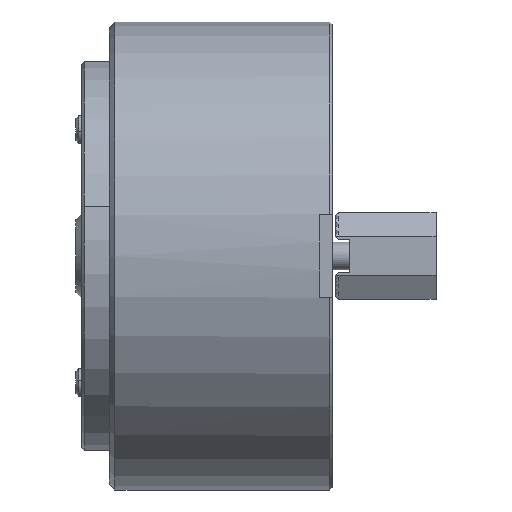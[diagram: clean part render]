
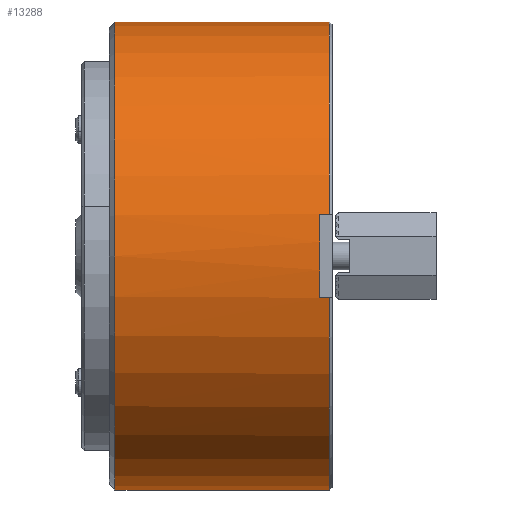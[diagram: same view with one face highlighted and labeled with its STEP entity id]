
A CAD part, front view. The second image highlights one B-rep face of the part: STEP entity #13288.
In plain terms, the highlighted cylindrical face has radius 84 mm (diameter 168 mm), a partial arc.
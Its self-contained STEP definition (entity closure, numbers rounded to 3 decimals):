
#124 = DIRECTION ( 'NONE',  ( 1., 0., 0. ) ) ;
#149 = CARTESIAN_POINT ( 'NONE',  ( 75.5, -82.65, 15. ) ) ;
#321 = CARTESIAN_POINT ( 'NONE',  ( 75.5, -82.65, 15. ) ) ;
#661 = DIRECTION ( 'NONE',  ( 1., 0., 0. ) ) ;
#1905 = VERTEX_POINT ( 'NONE', #5416 ) ;
#1908 = AXIS2_PLACEMENT_3D ( 'NONE', #14130, #124, #16457 ) ;
#2187 = LINE ( 'NONE', #149, #12434 ) ;
#2226 = ORIENTED_EDGE ( 'NONE', *, *, #15045, .F. ) ;
#2792 = CIRCLE ( 'NONE', #8768, 84. ) ;
#2799 = ORIENTED_EDGE ( 'NONE', *, *, #14863, .F. ) ;
#2863 = EDGE_CURVE ( 'NONE', #27034, #21226, #9264, .T. ) ;
#3212 = ORIENTED_EDGE ( 'NONE', *, *, #11864, .F. ) ;
#4083 = ORIENTED_EDGE ( 'NONE', *, *, #23740, .T. ) ;
#4725 = CARTESIAN_POINT ( 'NONE',  ( 139.629, 0., 84. ) ) ;
#4732 = DIRECTION ( 'NONE',  ( 0., 0., -1. ) ) ;
#5416 = CARTESIAN_POINT ( 'NONE',  ( 2., 0., 84. ) ) ;
#6146 = ORIENTED_EDGE ( 'NONE', *, *, #22497, .T. ) ;
#6465 = CARTESIAN_POINT ( 'NONE',  ( 79., -82.65, -15. ) ) ;
#6564 = CYLINDRICAL_SURFACE ( 'NONE', #18477, 84. ) ;
#6992 = DIRECTION ( 'NONE',  ( 1., 0., 0. ) ) ;
#7345 = AXIS2_PLACEMENT_3D ( 'NONE', #14674, #661, #16977 ) ;
#8768 = AXIS2_PLACEMENT_3D ( 'NONE', #13407, #29717, #15757 ) ;
#9264 = LINE ( 'NONE', #9561, #16182 ) ;
#9460 = DIRECTION ( 'NONE',  ( 1., 0., 0. ) ) ;
#9561 = CARTESIAN_POINT ( 'NONE',  ( 75.5, -82.65, -15. ) ) ;
#9884 = CARTESIAN_POINT ( 'NONE',  ( 139.629, 0., -84. ) ) ;
#10148 = DIRECTION ( 'NONE',  ( 1., 0., 0. ) ) ;
#10201 = VERTEX_POINT ( 'NONE', #321 ) ;
#10307 = LINE ( 'NONE', #4725, #21966 ) ;
#11864 = EDGE_CURVE ( 'NONE', #1905, #14253, #10307, .T. ) ;
#12434 = VECTOR ( 'NONE', #9460, 1000. ) ;
#13288 = ADVANCED_FACE ( 'NONE', ( #18963 ), #6564, .T. ) ;
#13407 = CARTESIAN_POINT ( 'NONE',  ( 79., 0., 0. ) ) ;
#14130 = CARTESIAN_POINT ( 'NONE',  ( 75.5, 0., 0. ) ) ;
#14253 = VERTEX_POINT ( 'NONE', #29022 ) ;
#14674 = CARTESIAN_POINT ( 'NONE',  ( 2., 0., 0. ) ) ;
#14732 = EDGE_CURVE ( 'NONE', #21226, #18905, #25081, .T. ) ;
#14863 = EDGE_CURVE ( 'NONE', #14253, #19058, #2792, .T. ) ;
#15045 = EDGE_CURVE ( 'NONE', #10201, #27034, #27958, .T. ) ;
#15757 = DIRECTION ( 'NONE',  ( 0., 0., -1. ) ) ;
#16182 = VECTOR ( 'NONE', #23533, 1000. ) ;
#16457 = DIRECTION ( 'NONE',  ( 0., 0., -1. ) ) ;
#16977 = DIRECTION ( 'NONE',  ( 0., 0., -1. ) ) ;
#18477 = AXIS2_PLACEMENT_3D ( 'NONE', #18692, #6992, #4732 ) ;
#18692 = CARTESIAN_POINT ( 'NONE',  ( 139.629, 0., 0. ) ) ;
#18905 = VERTEX_POINT ( 'NONE', #21063 ) ;
#18963 = FACE_OUTER_BOUND ( 'NONE', #20172, .T. ) ;
#19058 = VERTEX_POINT ( 'NONE', #26262 ) ;
#20172 = EDGE_LOOP ( 'NONE', ( #3212, #4083, #27570, #26426, #20653, #2226, #6146, #2799 ) ) ;
#20653 = ORIENTED_EDGE ( 'NONE', *, *, #2863, .F. ) ;
#21063 = CARTESIAN_POINT ( 'NONE',  ( 79., 0., -84. ) ) ;
#21226 = VERTEX_POINT ( 'NONE', #6465 ) ;
#21966 = VECTOR ( 'NONE', #25635, 1000. ) ;
#22366 = VERTEX_POINT ( 'NONE', #22821 ) ;
#22497 = EDGE_CURVE ( 'NONE', #10201, #19058, #2187, .T. ) ;
#22821 = CARTESIAN_POINT ( 'NONE',  ( 2., 0., -84. ) ) ;
#23533 = DIRECTION ( 'NONE',  ( 1., 0., 0. ) ) ;
#23618 = CARTESIAN_POINT ( 'NONE',  ( 75.5, -82.65, -15. ) ) ;
#23740 = EDGE_CURVE ( 'NONE', #1905, #22366, #24393, .T. ) ;
#23844 = DIRECTION ( 'NONE',  ( 1., 0., 0. ) ) ;
#24111 = CARTESIAN_POINT ( 'NONE',  ( 79., 0., 0. ) ) ;
#24393 = CIRCLE ( 'NONE', #7345, 84. ) ;
#25069 = VECTOR ( 'NONE', #23844, 1000. ) ;
#25081 = CIRCLE ( 'NONE', #29645, 84. ) ;
#25635 = DIRECTION ( 'NONE',  ( 1., 0., 0. ) ) ;
#25792 = LINE ( 'NONE', #9884, #25069 ) ;
#26262 = CARTESIAN_POINT ( 'NONE',  ( 79., -82.65, 15. ) ) ;
#26426 = ORIENTED_EDGE ( 'NONE', *, *, #14732, .F. ) ;
#26449 = DIRECTION ( 'NONE',  ( 0., 0., -1. ) ) ;
#27034 = VERTEX_POINT ( 'NONE', #23618 ) ;
#27570 = ORIENTED_EDGE ( 'NONE', *, *, #28316, .T. ) ;
#27958 = CIRCLE ( 'NONE', #1908, 84. ) ;
#28316 = EDGE_CURVE ( 'NONE', #22366, #18905, #25792, .T. ) ;
#29022 = CARTESIAN_POINT ( 'NONE',  ( 79., 0., 84. ) ) ;
#29645 = AXIS2_PLACEMENT_3D ( 'NONE', #24111, #10148, #26449 ) ;
#29717 = DIRECTION ( 'NONE',  ( 1., 0., 0. ) ) ;
